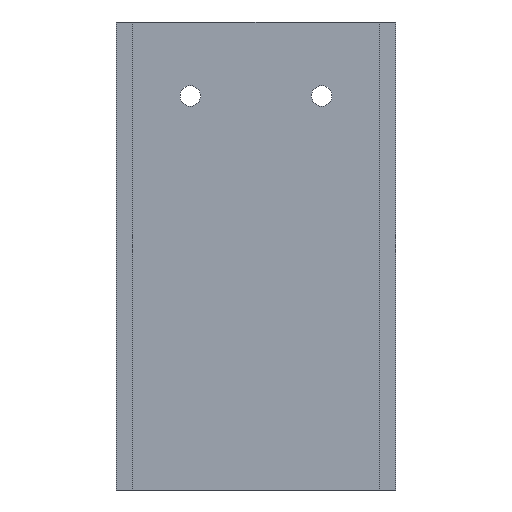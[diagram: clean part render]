
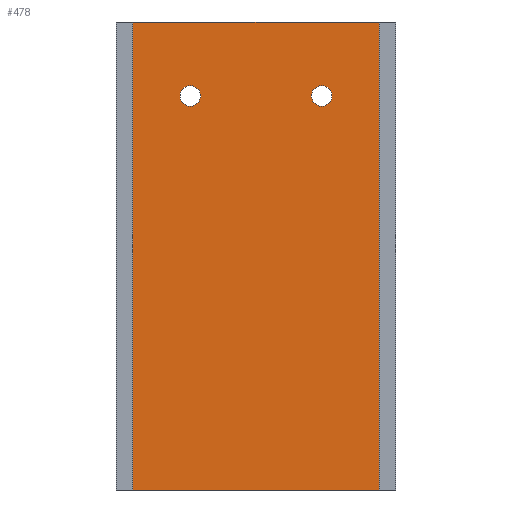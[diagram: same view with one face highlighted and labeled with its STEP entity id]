
A CAD part, left-side view. The second image highlights one B-rep face of the part: STEP entity #478.
In plain terms, the highlighted planar face has unit normal (-1, 0, 0).
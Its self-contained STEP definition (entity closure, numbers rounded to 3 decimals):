
#27=FACE_BOUND('',#87,.T.);
#28=FACE_BOUND('',#88,.T.);
#39=CIRCLE('',#509,1.25);
#40=CIRCLE('',#510,1.25);
#58=FACE_OUTER_BOUND('',#86,.T.);
#86=EDGE_LOOP('',(#345,#346,#347,#348));
#87=EDGE_LOOP('',(#349));
#88=EDGE_LOOP('',(#350));
#133=LINE('',#722,#181);
#134=LINE('',#724,#182);
#135=LINE('',#726,#183);
#136=LINE('',#727,#184);
#181=VECTOR('',#575,1.);
#182=VECTOR('',#576,1.);
#183=VECTOR('',#577,1.);
#184=VECTOR('',#578,1.);
#229=VERTEX_POINT('',#720);
#230=VERTEX_POINT('',#721);
#231=VERTEX_POINT('',#723);
#232=VERTEX_POINT('',#725);
#233=VERTEX_POINT('',#728);
#234=VERTEX_POINT('',#730);
#277=EDGE_CURVE('',#229,#230,#133,.T.);
#278=EDGE_CURVE('',#231,#230,#134,.T.);
#279=EDGE_CURVE('',#232,#231,#135,.T.);
#280=EDGE_CURVE('',#232,#229,#136,.T.);
#281=EDGE_CURVE('',#233,#233,#39,.T.);
#282=EDGE_CURVE('',#234,#234,#40,.T.);
#345=ORIENTED_EDGE('',*,*,#277,.T.);
#346=ORIENTED_EDGE('',*,*,#278,.F.);
#347=ORIENTED_EDGE('',*,*,#279,.F.);
#348=ORIENTED_EDGE('',*,*,#280,.T.);
#349=ORIENTED_EDGE('',*,*,#281,.T.);
#350=ORIENTED_EDGE('',*,*,#282,.T.);
#462=PLANE('',#508);
#478=ADVANCED_FACE('',(#58,#27,#28),#462,.F.);
#508=AXIS2_PLACEMENT_3D('',#719,#573,#574);
#509=AXIS2_PLACEMENT_3D('',#729,#579,#580);
#510=AXIS2_PLACEMENT_3D('',#731,#581,#582);
#573=DIRECTION('center_axis',(1.,0.,0.));
#574=DIRECTION('ref_axis',(0.,1.,0.));
#575=DIRECTION('',(0.,-1.,0.));
#576=DIRECTION('',(0.,0.,-1.));
#577=DIRECTION('',(0.,-1.,0.));
#578=DIRECTION('',(0.,0.,-1.));
#579=DIRECTION('center_axis',(1.,0.,0.));
#580=DIRECTION('ref_axis',(0.,1.,0.));
#581=DIRECTION('center_axis',(1.,0.,0.));
#582=DIRECTION('ref_axis',(0.,1.,0.));
#719=CARTESIAN_POINT('Origin',(1.,53.,343.));
#720=CARTESIAN_POINT('',(1.,56.,293.));
#721=CARTESIAN_POINT('',(1.,26.,293.));
#722=CARTESIAN_POINT('',(1.,53.,293.));
#723=CARTESIAN_POINT('',(1.,26.,350.));
#724=CARTESIAN_POINT('',(1.,26.,343.));
#725=CARTESIAN_POINT('',(1.,56.,350.));
#726=CARTESIAN_POINT('',(1.,53.,350.));
#727=CARTESIAN_POINT('',(1.,56.,295.5));
#728=CARTESIAN_POINT('',(1.,50.25,341.));
#729=CARTESIAN_POINT('Origin',(1.,49.,341.));
#730=CARTESIAN_POINT('',(1.,34.25,341.));
#731=CARTESIAN_POINT('Origin',(1.,33.,341.));
